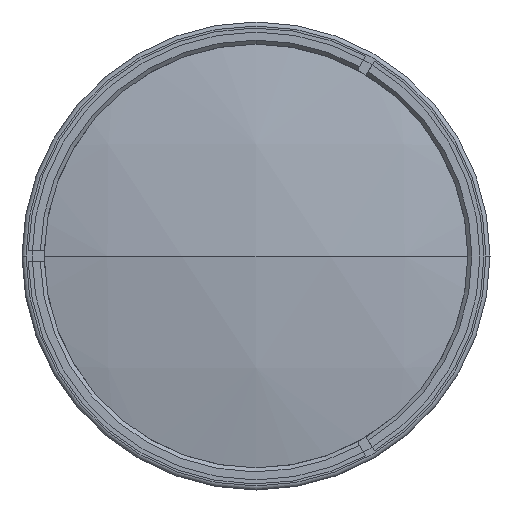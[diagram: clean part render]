
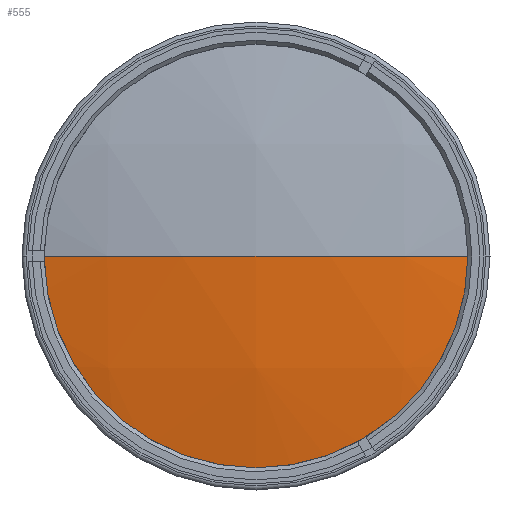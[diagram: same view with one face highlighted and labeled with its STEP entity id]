
A CAD part, left-side view. The second image highlights one B-rep face of the part: STEP entity #555.
In plain terms, the highlighted spherical face has radius 252 mm.
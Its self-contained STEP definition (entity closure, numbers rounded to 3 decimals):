
#42 = SPHERICAL_SURFACE ( 'NONE', #3475, 252. ) ;
#113 = CARTESIAN_POINT ( 'NONE',  ( -226.429, -55., 0. ) ) ;
#203 = DIRECTION ( 'NONE',  ( 0., 1., 0. ) ) ;
#312 = CIRCLE ( 'NONE', #3717, 252. ) ;
#341 = FACE_OUTER_BOUND ( 'NONE', #1612, .T. ) ;
#377 = VERTEX_POINT ( 'NONE', #3355 ) ;
#538 = DIRECTION ( 'NONE',  ( -1., 0., 0. ) ) ;
#555 = ADVANCED_FACE ( 'NONE', ( #341 ), #42, .T. ) ;
#654 = ORIENTED_EDGE ( 'NONE', *, *, #1813, .T. ) ;
#730 = DIRECTION ( 'NONE',  ( 0., 0., 1. ) ) ;
#894 = CARTESIAN_POINT ( 'NONE',  ( 19.496, 0., 0. ) ) ;
#941 = DIRECTION ( 'NONE',  ( 0., -1., 0. ) ) ;
#1039 = CIRCLE ( 'NONE', #2932, 55. ) ;
#1055 = DIRECTION ( 'NONE',  ( 0., 0., 1. ) ) ;
#1206 = DIRECTION ( 'NONE',  ( 0., 1., 0. ) ) ;
#1461 = EDGE_CURVE ( 'NONE', #377, #3440, #3014, .T. ) ;
#1490 = CARTESIAN_POINT ( 'NONE',  ( 19.496, 0., 0. ) ) ;
#1612 = EDGE_LOOP ( 'NONE', ( #654, #2141, #1800 ) ) ;
#1622 = CARTESIAN_POINT ( 'NONE',  ( -232.504, 0., 0. ) ) ;
#1800 = ORIENTED_EDGE ( 'NONE', *, *, #1461, .F. ) ;
#1813 = EDGE_CURVE ( 'NONE', #377, #3639, #1039, .T. ) ;
#2141 = ORIENTED_EDGE ( 'NONE', *, *, #3243, .T. ) ;
#2208 = AXIS2_PLACEMENT_3D ( 'NONE', #2786, #1055, #941 ) ;
#2352 = DIRECTION ( 'NONE',  ( 0., 0., -1. ) ) ;
#2786 = CARTESIAN_POINT ( 'NONE',  ( 19.496, 0., 0. ) ) ;
#2932 = AXIS2_PLACEMENT_3D ( 'NONE', #3258, #538, #730 ) ;
#3014 = CIRCLE ( 'NONE', #2208, 252. ) ;
#3031 = DIRECTION ( 'NONE',  ( 0., 0., -1. ) ) ;
#3243 = EDGE_CURVE ( 'NONE', #3639, #3440, #312, .T. ) ;
#3258 = CARTESIAN_POINT ( 'NONE',  ( -226.429, 0., 0. ) ) ;
#3355 = CARTESIAN_POINT ( 'NONE',  ( -226.429, 55., 0. ) ) ;
#3440 = VERTEX_POINT ( 'NONE', #1622 ) ;
#3475 = AXIS2_PLACEMENT_3D ( 'NONE', #1490, #2352, #203 ) ;
#3639 = VERTEX_POINT ( 'NONE', #113 ) ;
#3717 = AXIS2_PLACEMENT_3D ( 'NONE', #894, #3031, #1206 ) ;
